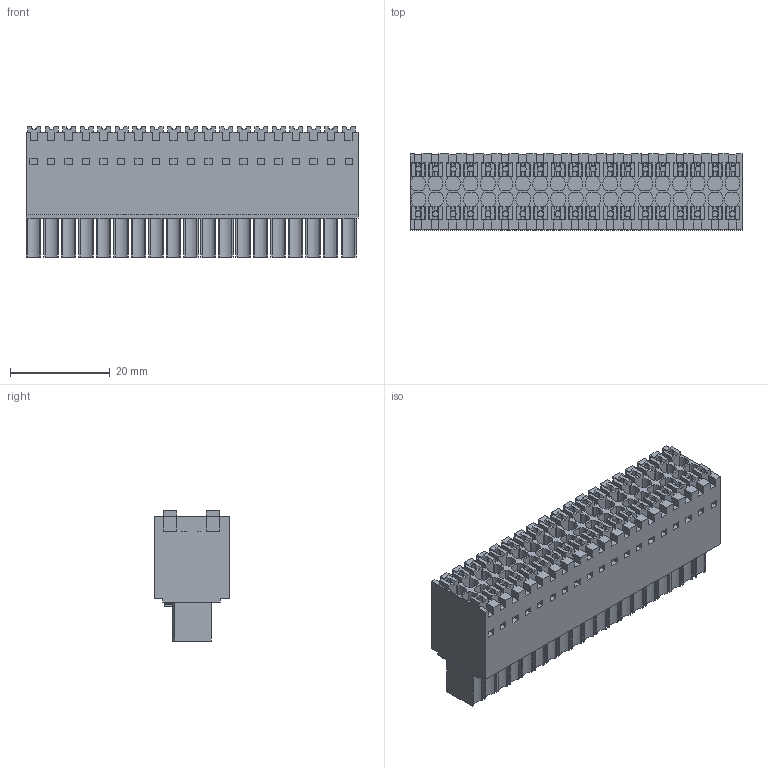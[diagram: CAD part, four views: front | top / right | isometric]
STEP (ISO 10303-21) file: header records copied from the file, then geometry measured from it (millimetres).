
FILE_DESCRIPTION(('CATIA V5 STEP Exchange','CAx-IF Rec.Pracs.--- Model Styling and Organization---1.4--- 2014-01-23'),'2;1');
FILE_NAME ('D1486101_1_2556130000_2556130000.stp','2022-08-08T12:06:50+00:00',('none'),('Weidmueller'),'CATIA Version 5-6 Release 2016 SP3 HF44','CATIA V5 STEP AP214','none');
FILE_SCHEMA(('AUTOMOTIVE_DESIGN { 1 0 10303 214 1 1 1 1 }'));
Products named in the file (1): 2556130000
Bounding box: 66.5 x 15.2 x 26.05 mm (x, y, z)
Volume: 19024.4 mm3; surface area: 13431 mm2
Topology: 39 solids, 39 shells, 1948 faces, 5439 edges, 3626 vertices
Faces by surface type: plane 1758, cylinder 190
Entity records: 57807 total; most frequent: CARTESIAN_POINT 11838, ORIENTED_EDGE 10878, DIRECTION 7164, EDGE_CURVE 5439, VECTOR 4679, LINE 4679, VERTEX_POINT 3626, EDGE_LOOP 2081
